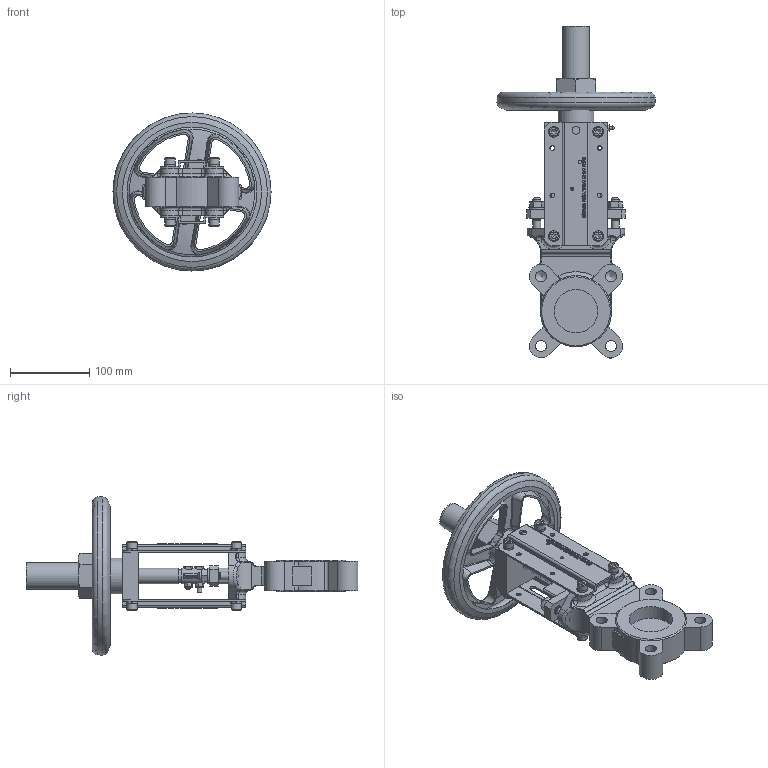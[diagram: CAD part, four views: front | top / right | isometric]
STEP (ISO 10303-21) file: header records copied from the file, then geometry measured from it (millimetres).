
FILE_DESCRIPTION(/* description */ ('170050'),/* implementation_level */ '2;1');
FILE_NAME(/* name */ '170050.stp',/* time_stamp */ '2016-02-16T15:00:56+01:00',/* author */ ('jmorand'),/* organization */ ('Sferaco'),/* preprocessor_version */ 'ST-DEVELOPER v16.1',/* originating_system */ 'Autodesk Inventor 2016',/* authorisation */ '');
FILE_SCHEMA (('AUTOMOTIVE_DESIGN { 1 0 10303 214 3 1 1 }'));
Length unit declared in the file: millimetre
Products named in the file (1): 170050
Bounding box: 200 x 420.14 x 200 mm (x, y, z)
Volume: 983945.5 mm3; surface area: 303285.2 mm2
Topology: 1 solids, 8 shells, 1729 faces, 4381 edges, 2792 vertices
Faces by surface type: plane 745, bspline 504, cylinder 219, cone 178, torus 74, sphere 9
Full cylindrical faces by diameter (mm): 4.2 x6, 5 x2, 6 x10, 6.5 x2, 6.6 x4, 8 x8, 8.2 x8, 8.5 x12, 10 x9, 10.5 x10, 12 x2, 13 x8, 13.4 x8, 14 x6, 15.5 x1, 20 x4, 27 x1, 32 x1, 34 x1, 45 x1, 50 x1, 55 x2, 64 x1, 68 x1, 69 x1, 196 x1, 200 x1
Entity records: 61884 total; most frequent: CARTESIAN_POINT 24269, ORIENTED_EDGE 8344, DIRECTION 6280, EDGE_CURVE 4172, VERTEX_POINT 2744, AXIS2_PLACEMENT_3D 2134, EDGE_LOOP 2080, LINE 2012
